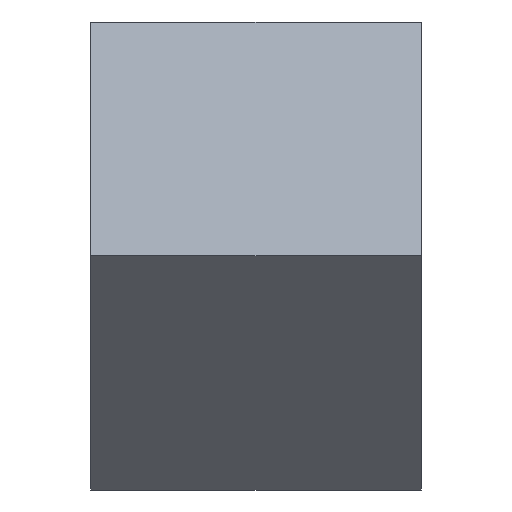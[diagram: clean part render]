
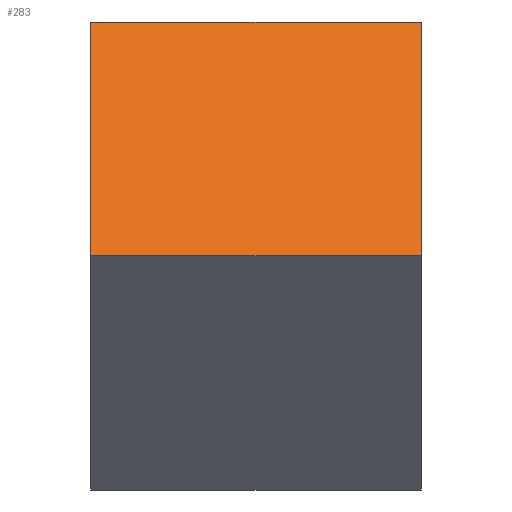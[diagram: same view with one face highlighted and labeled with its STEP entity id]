
A CAD part, top view. The second image highlights one B-rep face of the part: STEP entity #283.
In plain terms, the highlighted planar face has unit normal (0, 0.707, 0.707).
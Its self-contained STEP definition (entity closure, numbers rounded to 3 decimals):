
#5 = PLANE ( 'NONE',  #95 ) ;
#6 = DIRECTION ( 'NONE',  ( 0., 0.707, -0.707 ) ) ;
#9 = CARTESIAN_POINT ( 'NONE',  ( 10., 7.071, 0. ) ) ;
#23 = VECTOR ( 'NONE', #158, 1000. ) ;
#38 = VERTEX_POINT ( 'NONE', #55 ) ;
#46 = CARTESIAN_POINT ( 'NONE',  ( 10., 7.071, 0. ) ) ;
#49 = CARTESIAN_POINT ( 'NONE',  ( 0., 0., 7.071 ) ) ;
#55 = CARTESIAN_POINT ( 'NONE',  ( 10., 0., 7.071 ) ) ;
#65 = VECTOR ( 'NONE', #68, 1000. ) ;
#66 = CARTESIAN_POINT ( 'NONE',  ( 10., 7.071, 0. ) ) ;
#67 = CARTESIAN_POINT ( 'NONE',  ( 10., 7.071, 0. ) ) ;
#68 = DIRECTION ( 'NONE',  ( 0., -0.707, 0.707 ) ) ;
#89 = EDGE_LOOP ( 'NONE', ( #154, #174, #213, #98 ) ) ;
#95 = AXIS2_PLACEMENT_3D ( 'NONE', #9, #281, #6 ) ;
#98 = ORIENTED_EDGE ( 'NONE', *, *, #172, .T. ) ;
#100 = FACE_OUTER_BOUND ( 'NONE', #89, .T. ) ;
#105 = VECTOR ( 'NONE', #136, 1000. ) ;
#129 = DIRECTION ( 'NONE',  ( 0., -0.707, 0.707 ) ) ;
#136 = DIRECTION ( 'NONE',  ( -1., 0., 0. ) ) ;
#151 = LINE ( 'NONE', #236, #105 ) ;
#154 = ORIENTED_EDGE ( 'NONE', *, *, #233, .T. ) ;
#158 = DIRECTION ( 'NONE',  ( -1., 0., 0. ) ) ;
#172 = EDGE_CURVE ( 'NONE', #263, #224, #188, .T. ) ;
#174 = ORIENTED_EDGE ( 'NONE', *, *, #286, .F. ) ;
#176 = VECTOR ( 'NONE', #129, 1000. ) ;
#188 = LINE ( 'NONE', #46, #23 ) ;
#203 = CARTESIAN_POINT ( 'NONE',  ( 0., 7.071, 0. ) ) ;
#213 = ORIENTED_EDGE ( 'NONE', *, *, #222, .F. ) ;
#222 = EDGE_CURVE ( 'NONE', #263, #38, #223, .T. ) ;
#223 = LINE ( 'NONE', #66, #176 ) ;
#224 = VERTEX_POINT ( 'NONE', #203 ) ;
#233 = EDGE_CURVE ( 'NONE', #224, #285, #256, .T. ) ;
#236 = CARTESIAN_POINT ( 'NONE',  ( 10., 0., 7.071 ) ) ;
#256 = LINE ( 'NONE', #290, #65 ) ;
#263 = VERTEX_POINT ( 'NONE', #67 ) ;
#281 = DIRECTION ( 'NONE',  ( 0., -0.707, -0.707 ) ) ;
#283 = ADVANCED_FACE ( 'NONE', ( #100 ), #5, .F. ) ;
#285 = VERTEX_POINT ( 'NONE', #49 ) ;
#286 = EDGE_CURVE ( 'NONE', #38, #285, #151, .T. ) ;
#290 = CARTESIAN_POINT ( 'NONE',  ( 0., 7.071, 0. ) ) ;
